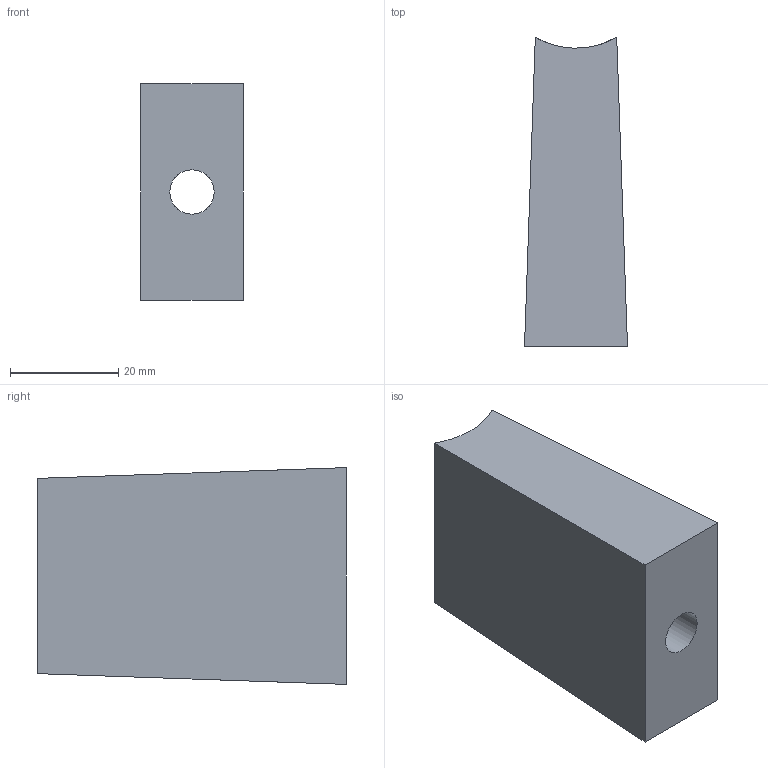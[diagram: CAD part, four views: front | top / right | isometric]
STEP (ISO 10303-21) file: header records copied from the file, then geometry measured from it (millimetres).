
FILE_DESCRIPTION(/* description */ ('SUPPORTO VERTIC. MANIGLIA NERO H=57'),/* implementation_level */ '2;1');
FILE_NAME(/* name */ 'CMNAA0000003.stp',/* time_stamp */ '2018-01-31T14:21:33+01:00',/* author */ ('fzagni'),/* organization */ (''),/* preprocessor_version */ 'ST-DEVELOPER v16.1',/* originating_system */ 'Autodesk Inventor 2016',/* authorisation */ '');
FILE_SCHEMA (('AUTOMOTIVE_DESIGN { 1 0 10303 214 3 1 1 }'));
Length unit declared in the file: millimetre
Products named in the file (1): 15.329.00
Bounding box: 19 x 57 x 40 mm (x, y, z)
Volume: 33285.1 mm3; surface area: 8881.3 mm2
Topology: 1 solids, 1 shells, 9 faces, 21 edges, 14 vertices
Faces by surface type: plane 7, cylinder 2
Full cylindrical faces by diameter (mm): 8.2 x1
Entity records: 312 total; most frequent: CARTESIAN_POINT 77, DIRECTION 42, ORIENTED_EDGE 40, EDGE_CURVE 20, LINE 16, VECTOR 16, VERTEX_POINT 14, AXIS2_PLACEMENT_3D 13
